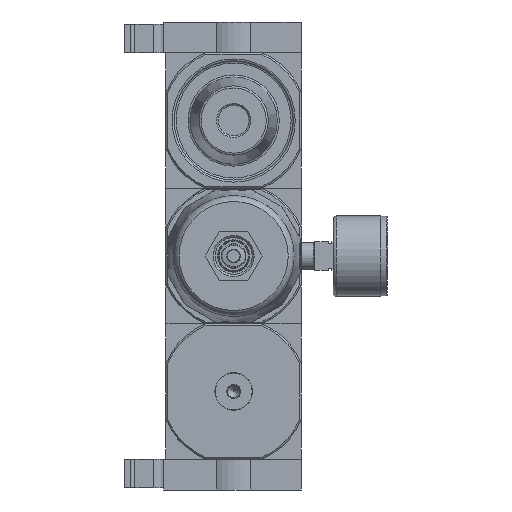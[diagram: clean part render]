
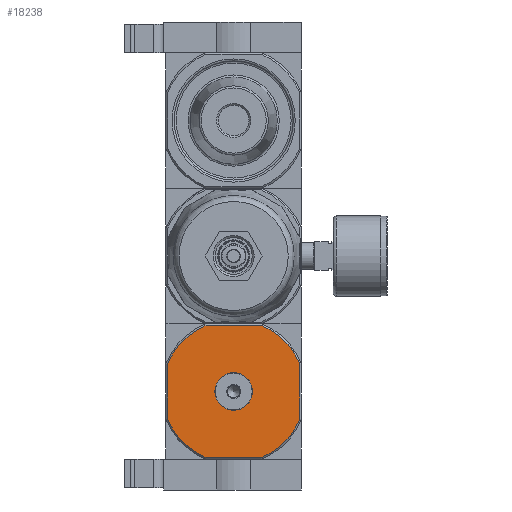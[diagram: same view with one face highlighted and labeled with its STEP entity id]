
A CAD part, front view. The second image highlights one B-rep face of the part: STEP entity #18238.
In plain terms, the highlighted planar face has unit normal (0, -1, 0).
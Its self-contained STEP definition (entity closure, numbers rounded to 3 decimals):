
#1842=CIRCLE('',#26038,6.579);
#1843=CIRCLE('',#26039,34.9);
#1844=CIRCLE('',#26040,34.9);
#1845=CIRCLE('',#26041,34.9);
#1846=CIRCLE('',#26042,34.9);
#6361=ORIENTED_EDGE('',*,*,#9182,.F.);
#6362=ORIENTED_EDGE('',*,*,#9183,.T.);
#6363=ORIENTED_EDGE('',*,*,#9184,.F.);
#6364=ORIENTED_EDGE('',*,*,#9178,.T.);
#6365=ORIENTED_EDGE('',*,*,#9185,.F.);
#6366=ORIENTED_EDGE('',*,*,#9186,.F.);
#6367=ORIENTED_EDGE('',*,*,#9187,.F.);
#6368=ORIENTED_EDGE('',*,*,#9188,.F.);
#6369=ORIENTED_EDGE('',*,*,#9189,.F.);
#9178=EDGE_CURVE('',#11000,#11001,#12293,.T.);
#9182=EDGE_CURVE('',#11004,#11004,#1842,.T.);
#9183=EDGE_CURVE('',#11005,#11006,#12295,.T.);
#9184=EDGE_CURVE('',#11000,#11006,#1843,.T.);
#9185=EDGE_CURVE('',#11007,#11001,#1844,.T.);
#9186=EDGE_CURVE('',#11008,#11007,#12296,.T.);
#9187=EDGE_CURVE('',#11009,#11008,#1845,.T.);
#9188=EDGE_CURVE('',#11010,#11009,#12297,.T.);
#9189=EDGE_CURVE('',#11005,#11010,#1846,.T.);
#11000=VERTEX_POINT('',#37534);
#11001=VERTEX_POINT('',#37535);
#11004=VERTEX_POINT('',#37549);
#11005=VERTEX_POINT('',#37551);
#11006=VERTEX_POINT('',#37552);
#11007=VERTEX_POINT('',#37555);
#11008=VERTEX_POINT('',#37557);
#11009=VERTEX_POINT('',#37559);
#11010=VERTEX_POINT('',#37561);
#12293=LINE('',#37533,#13533);
#12295=LINE('',#37550,#13535);
#12296=LINE('',#37556,#13536);
#12297=LINE('',#37560,#13537);
#13533=VECTOR('',#31176,1000.);
#13535=VECTOR('',#31182,1000.);
#13536=VECTOR('',#31187,1000.);
#13537=VECTOR('',#31190,1000.);
#14929=EDGE_LOOP('',(#6361));
#14930=EDGE_LOOP('',(#6362,#6363,#6364,#6365,#6366,#6367,#6368,#6369));
#16441=FACE_BOUND('',#14929,.T.);
#16442=FACE_BOUND('',#14930,.T.);
#17204=PLANE('',#26037);
#18238=ADVANCED_FACE('',(#16441,#16442),#17204,.F.);
#26037=AXIS2_PLACEMENT_3D('',#37547,#31178,#31179);
#26038=AXIS2_PLACEMENT_3D('',#37548,#31180,#31181);
#26039=AXIS2_PLACEMENT_3D('',#37553,#31183,#31184);
#26040=AXIS2_PLACEMENT_3D('',#37554,#31185,#31186);
#26041=AXIS2_PLACEMENT_3D('',#37558,#31188,#31189);
#26042=AXIS2_PLACEMENT_3D('',#37562,#31191,#31192);
#31176=DIRECTION('',(0.,0.,-1.));
#31178=DIRECTION('',(0.,1.,0.));
#31179=DIRECTION('',(0.,0.,1.));
#31180=DIRECTION('',(0.,-1.,0.));
#31181=DIRECTION('',(0.,0.,-1.));
#31182=DIRECTION('',(-1.,0.,0.));
#31183=DIRECTION('',(0.,1.,0.));
#31184=DIRECTION('',(-1.,0.,0.));
#31185=DIRECTION('',(0.,1.,0.));
#31186=DIRECTION('',(-1.,0.,0.));
#31187=DIRECTION('',(-1.,0.,0.));
#31188=DIRECTION('',(0.,1.,0.));
#31189=DIRECTION('',(-1.,0.,0.));
#31190=DIRECTION('',(0.,0.,-1.));
#31191=DIRECTION('',(0.,1.,0.));
#31192=DIRECTION('',(-1.,0.,0.));
#37533=CARTESIAN_POINT('',(-32.2,-33.,33.));
#37534=CARTESIAN_POINT('',(-32.2,-33.,13.46));
#37535=CARTESIAN_POINT('',(-32.2,-33.,-13.46));
#37547=CARTESIAN_POINT('',(-32.2,-33.,33.));
#37548=CARTESIAN_POINT('',(0.,-33.,0.));
#37549=CARTESIAN_POINT('',(0.,-33.,-6.579));
#37550=CARTESIAN_POINT('',(33.,-33.,32.2));
#37551=CARTESIAN_POINT('',(13.46,-33.,32.2));
#37552=CARTESIAN_POINT('',(-13.46,-33.,32.2));
#37553=CARTESIAN_POINT('',(0.,-33.,0.));
#37554=CARTESIAN_POINT('',(0.,-33.,0.));
#37555=CARTESIAN_POINT('',(-13.46,-33.,-32.2));
#37556=CARTESIAN_POINT('',(33.,-33.,-32.2));
#37557=CARTESIAN_POINT('',(13.46,-33.,-32.2));
#37558=CARTESIAN_POINT('',(0.,-33.,0.));
#37559=CARTESIAN_POINT('',(32.2,-33.,-13.46));
#37560=CARTESIAN_POINT('',(32.2,-33.,33.));
#37561=CARTESIAN_POINT('',(32.2,-33.,13.46));
#37562=CARTESIAN_POINT('',(0.,-33.,0.));
